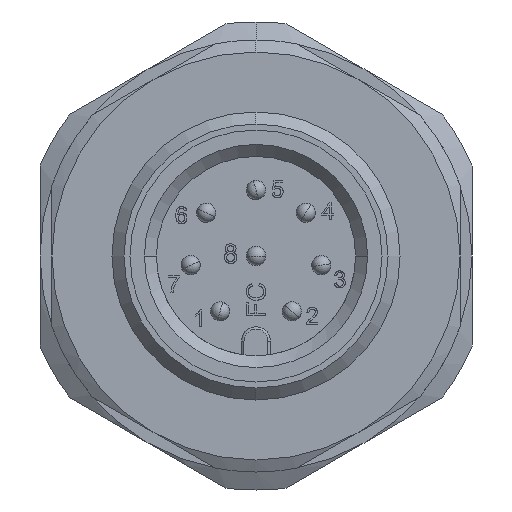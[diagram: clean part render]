
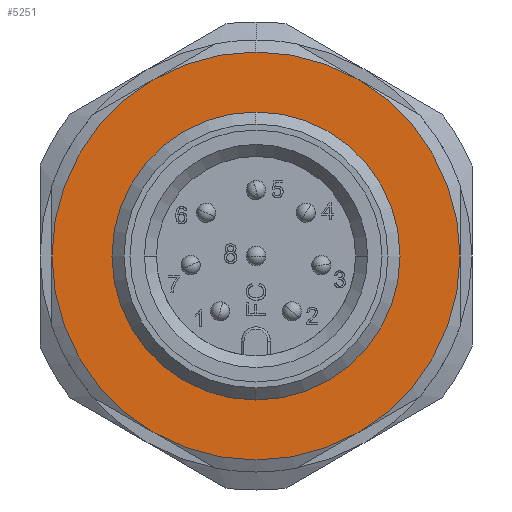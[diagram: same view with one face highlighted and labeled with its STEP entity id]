
A CAD part, left-side view. The second image highlights one B-rep face of the part: STEP entity #5251.
In plain terms, the highlighted planar face has unit normal (-1, 0, 0).
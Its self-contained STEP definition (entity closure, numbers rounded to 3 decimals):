
#963=CARTESIAN_POINT('',(10.,0.,0.));
#964=DIRECTION('',(-1.,0.,0.));
#965=DIRECTION('',(0.,1.,0.));
#966=AXIS2_PLACEMENT_3D('',#963,#964,#965);
#968=CARTESIAN_POINT('',(10.,0.,0.));
#969=DIRECTION('',(-1.,0.,0.));
#970=DIRECTION('',(0.,0.5,0.866));
#971=AXIS2_PLACEMENT_3D('',#968,#969,#970);
#973=CARTESIAN_POINT('',(10.,0.,0.));
#974=DIRECTION('',(-1.,0.,0.));
#975=DIRECTION('',(0.,0.,1.));
#976=AXIS2_PLACEMENT_3D('',#973,#974,#975);
#978=CARTESIAN_POINT('',(10.,0.,0.));
#979=DIRECTION('',(-1.,0.,0.));
#980=DIRECTION('',(0.,-0.5,0.866));
#981=AXIS2_PLACEMENT_3D('',#978,#979,#980);
#983=CARTESIAN_POINT('',(10.,0.,0.));
#984=DIRECTION('',(-1.,0.,0.));
#985=DIRECTION('',(0.,-1.,0.));
#986=AXIS2_PLACEMENT_3D('',#983,#984,#985);
#988=CARTESIAN_POINT('',(10.,0.,0.));
#989=DIRECTION('',(-1.,0.,0.));
#990=DIRECTION('',(0.,-0.5,-0.866));
#991=AXIS2_PLACEMENT_3D('',#988,#989,#990);
#993=CARTESIAN_POINT('',(10.,0.,0.));
#994=DIRECTION('',(-1.,0.,0.));
#995=DIRECTION('',(0.,0.,-1.));
#996=AXIS2_PLACEMENT_3D('',#993,#994,#995);
#998=CARTESIAN_POINT('',(10.,0.,0.));
#999=DIRECTION('',(-1.,0.,0.));
#1000=DIRECTION('',(0.,0.5,-0.866));
#1001=AXIS2_PLACEMENT_3D('',#998,#999,#1000);
#1003=CARTESIAN_POINT('',(10.,0.,0.));
#1004=DIRECTION('',(1.,0.,0.));
#1005=DIRECTION('',(0.,0.,-1.));
#1006=AXIS2_PLACEMENT_3D('',#1003,#1004,#1005);
#1008=CARTESIAN_POINT('',(10.,0.,0.));
#1009=DIRECTION('',(1.,0.,0.));
#1010=DIRECTION('',(0.,0.,1.));
#1011=AXIS2_PLACEMENT_3D('',#1008,#1009,#1010);
#1018=CARTESIAN_POINT('',(10.,8.5,0.));
#1030=CARTESIAN_POINT('',(10.,4.25,-7.361));
#2148=CARTESIAN_POINT('',(10.,-4.25,7.361));
#2175=CARTESIAN_POINT('',(10.,-8.5,0.));
#3754=VERTEX_POINT('',#2148);
#3819=VERTEX_POINT('',#2175);
#3885=VERTEX_POINT('',#1018);
#3908=CARTESIAN_POINT('',(10.,0.,8.5));
#3910=VERTEX_POINT('',#3908);
#4038=CARTESIAN_POINT('',(10.,4.25,7.361));
#4039=VERTEX_POINT('',#4038);
#4076=CARTESIAN_POINT('',(10.,0.,5.25));
#4077=CARTESIAN_POINT('',(10.,0.,-5.25));
#4078=VERTEX_POINT('',#4076);
#4079=VERTEX_POINT('',#4077);
#4187=VERTEX_POINT('',#1030);
#4317=CARTESIAN_POINT('',(10.,-4.25,-7.361));
#4318=VERTEX_POINT('',#4317);
#4463=CARTESIAN_POINT('',(10.,0.,-8.5));
#4464=VERTEX_POINT('',#4463);
#5223=CARTESIAN_POINT('',(10.,5.25,0.));
#5224=DIRECTION('',(1.,0.,0.));
#5225=DIRECTION('',(0.,1.,0.));
#5226=AXIS2_PLACEMENT_3D('',#5223,#5224,#5225);
#5227=PLANE('',#5226);
#5229=ORIENTED_EDGE('',*,*,#5228,.F.);
#5231=ORIENTED_EDGE('',*,*,#5230,.F.);
#5233=ORIENTED_EDGE('',*,*,#5232,.F.);
#5235=ORIENTED_EDGE('',*,*,#5234,.F.);
#5237=ORIENTED_EDGE('',*,*,#5236,.F.);
#5239=ORIENTED_EDGE('',*,*,#5238,.F.);
#5241=ORIENTED_EDGE('',*,*,#5240,.F.);
#5243=ORIENTED_EDGE('',*,*,#5242,.F.);
#5244=EDGE_LOOP('',(#5229,#5231,#5233,#5235,#5237,#5239,#5241,#5243));
#5245=FACE_OUTER_BOUND('',#5244,.F.);
#5246=ORIENTED_EDGE('',*,*,#5213,.F.);
#5248=ORIENTED_EDGE('',*,*,#5247,.F.);
#5249=EDGE_LOOP('',(#5246,#5248));
#5250=FACE_BOUND('',#5249,.F.);
#5251=ADVANCED_FACE('',(#5245,#5250),#5227,.F.);
#967=CIRCLE('',#966,8.5);
#972=CIRCLE('',#971,8.5);
#977=CIRCLE('',#976,8.5);
#982=CIRCLE('',#981,8.5);
#987=CIRCLE('',#986,8.5);
#992=CIRCLE('',#991,8.5);
#997=CIRCLE('',#996,8.5);
#1002=CIRCLE('',#1001,8.5);
#1007=CIRCLE('',#1006,5.25);
#1012=CIRCLE('',#1011,5.25);
#5213=EDGE_CURVE('',#4079,#4078,#1007,.T.);
#5228=EDGE_CURVE('',#3885,#4187,#967,.T.);
#5230=EDGE_CURVE('',#4039,#3885,#972,.T.);
#5232=EDGE_CURVE('',#3910,#4039,#977,.T.);
#5234=EDGE_CURVE('',#3754,#3910,#982,.T.);
#5236=EDGE_CURVE('',#3819,#3754,#987,.T.);
#5238=EDGE_CURVE('',#4318,#3819,#992,.T.);
#5240=EDGE_CURVE('',#4464,#4318,#997,.T.);
#5242=EDGE_CURVE('',#4187,#4464,#1002,.T.);
#5247=EDGE_CURVE('',#4078,#4079,#1012,.T.);
